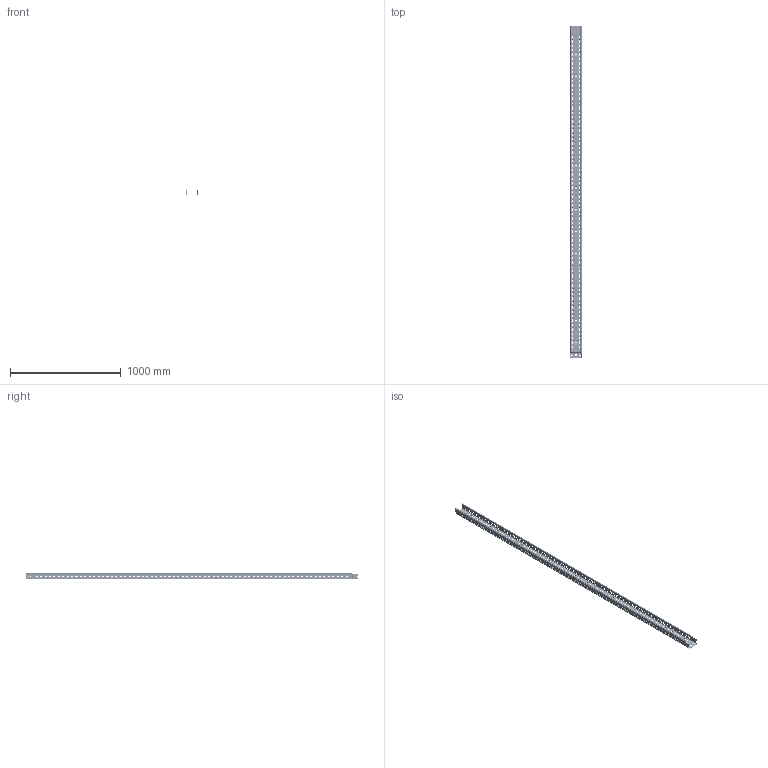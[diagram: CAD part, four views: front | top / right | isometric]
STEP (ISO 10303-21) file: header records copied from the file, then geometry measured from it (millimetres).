
FILE_DESCRIPTION(/* description */ (''),/* implementation_level */ '2;1');
FILE_NAME(/* name */ 'KFJ100H60_3.stp',/* time_stamp */ '2020-03-24T12:13:27+01:00',/* author */ ('stanislaw.luczak'),/* organization */ (''),/* preprocessor_version */ 'ST-DEVELOPER v18',/* originating_system */ 'Autodesk Inventor 2020',/* authorisation */ '');
FILE_SCHEMA (('AUTOMOTIVE_DESIGN { 1 0 10303 214 3 1 1 }'));
Products named in the file (1): KFJ100H60_3
Bounding box: 108 x 3000 x 61.97 mm (x, y, z)
Volume: 637686.4 mm3; surface area: 1310119.8 mm2
Topology: 1 solids, 1 shells, 7885 faces, 19788 edges, 12420 vertices
Faces by surface type: plane 3305, cylinder 2784, torus 1196, cone 596, bspline 4
Full cylindrical faces by diameter (mm): 11 x14
Entity records: 237927 total; most frequent: DIRECTION 43616, CARTESIAN_POINT 40324, ORIENTED_EDGE 39576, EDGE_CURVE 19788, AXIS2_PLACEMENT_3D 15968, VERTEX_POINT 12420, LINE 11680, VECTOR 11680
